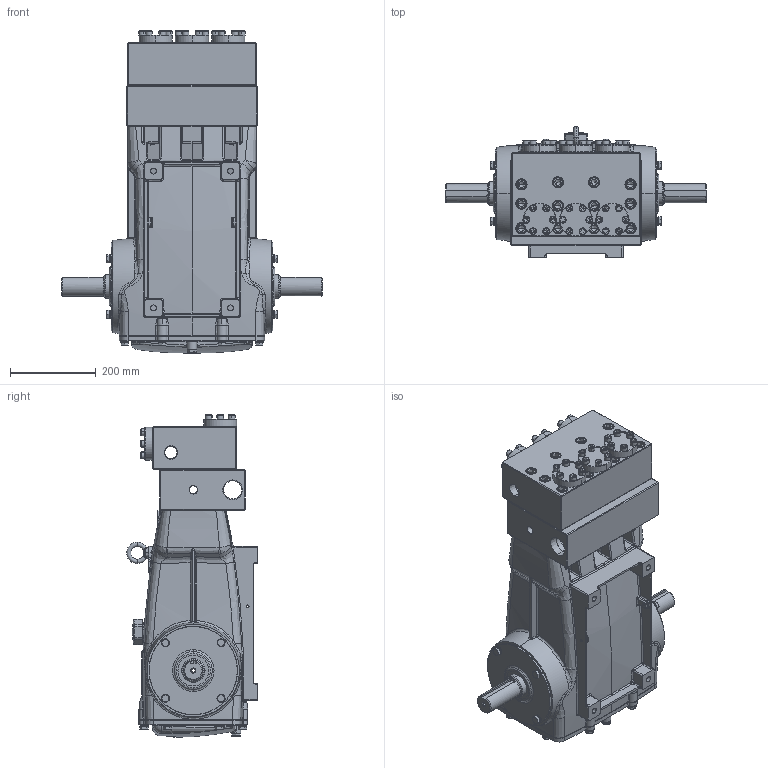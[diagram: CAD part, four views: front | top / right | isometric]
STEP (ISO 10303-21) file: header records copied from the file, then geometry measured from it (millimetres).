
FILE_DESCRIPTION (( 'STEP AP203' ), '1' );
FILE_NAME ('6831K.STEP', '2022-06-02T13:20:59', ( '' ), ( '' ), 'SwSTEP 2.0', 'SolidWorks 2021', '' );
FILE_SCHEMA (( 'CONFIG_CONTROL_DESIGN' ));
Products named in the file (1): 6831K
Bounding box: 610 x 306 x 753.96 mm (x, y, z)
Surface area: 1463000.4 mm2 (no closed solid volume)
Topology: 0 solids, 132 shells, 1830 faces, 5361 edges, 3461 vertices
Faces by surface type: plane 698, cylinder 412, bspline 314, cone 273, torus 94, sphere 39
Entity records: 78877 total; most frequent: CARTESIAN_POINT 33137, DIRECTION 9379, ORIENTED_EDGE 8906, EDGE_CURVE 5237, AXIS2_PLACEMENT_3D 3585, VERTEX_POINT 3445, VECTOR 2209, LINE 2209
